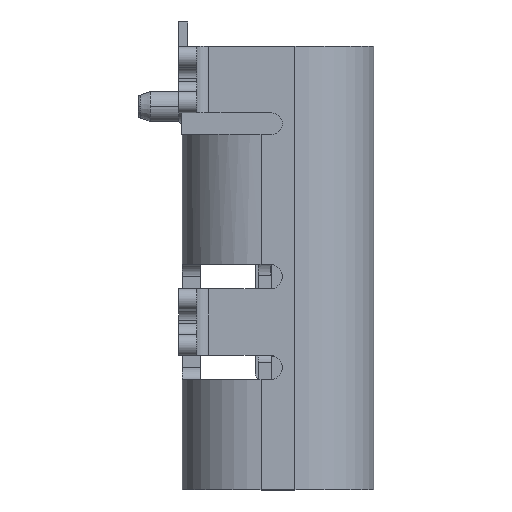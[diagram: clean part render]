
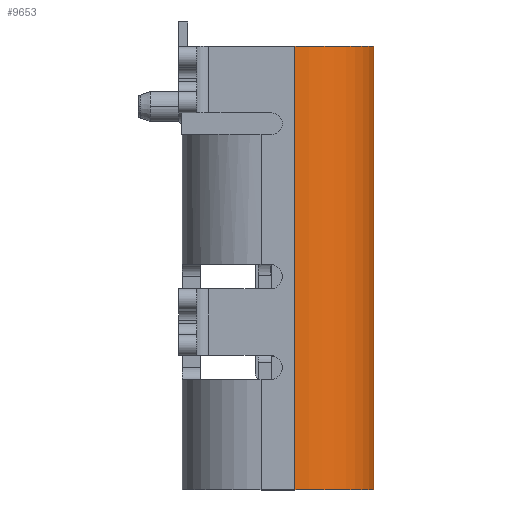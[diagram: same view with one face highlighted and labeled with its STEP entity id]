
A CAD part, front view. The second image highlights one B-rep face of the part: STEP entity #9653.
In plain terms, the highlighted cylindrical face has radius 1.3 mm (diameter 2.6 mm), a partial arc.
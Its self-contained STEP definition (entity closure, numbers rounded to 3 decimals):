
#936 = VECTOR ( 'NONE', #7415, 1000. ) ;
#1188 = EDGE_CURVE ( 'NONE', #19990, #14270, #20139, .T. ) ;
#2263 = ORIENTED_EDGE ( 'NONE', *, *, #11614, .T. ) ;
#2768 = AXIS2_PLACEMENT_3D ( 'NONE', #4120, #12122, #20133 ) ;
#3075 = CARTESIAN_POINT ( 'NONE',  ( 1.005, 12.623, 10.691 ) ) ;
#3784 = DIRECTION ( 'NONE',  ( 0., 1., 0. ) ) ;
#4120 = CARTESIAN_POINT ( 'NONE',  ( 1.005, 13.923, 10.691 ) ) ;
#4435 = DIRECTION ( 'NONE',  ( 0., 1., 0. ) ) ;
#5759 = DIRECTION ( 'NONE',  ( 0., 0., -1. ) ) ;
#7415 = DIRECTION ( 'NONE',  ( 0., 0., -1. ) ) ;
#9376 = LINE ( 'NONE', #17383, #936 ) ;
#9653 = ADVANCED_FACE ( 'NONE', ( #22606 ), #22088, .T. ) ;
#9775 = CIRCLE ( 'NONE', #21914, 1.3 ) ;
#9999 = VECTOR ( 'NONE', #19643, 1000. ) ;
#10923 = AXIS2_PLACEMENT_3D ( 'NONE', #21046, #10951, #4435 ) ;
#10951 = DIRECTION ( 'NONE',  ( 0., 0., -1. ) ) ;
#11040 = ORIENTED_EDGE ( 'NONE', *, *, #25124, .F. ) ;
#11614 = EDGE_CURVE ( 'NONE', #14270, #15392, #25544, .T. ) ;
#12122 = DIRECTION ( 'NONE',  ( 0., 0., -1. ) ) ;
#12699 = CARTESIAN_POINT ( 'NONE',  ( 2.305, 13.923, 10.691 ) ) ;
#14270 = VERTEX_POINT ( 'NONE', #3075 ) ;
#15392 = VERTEX_POINT ( 'NONE', #22255 ) ;
#16315 = VERTEX_POINT ( 'NONE', #16322 ) ;
#16322 = CARTESIAN_POINT ( 'NONE',  ( 2.305, 13.923, 3.371 ) ) ;
#17383 = CARTESIAN_POINT ( 'NONE',  ( 2.305, 13.923, 10.991 ) ) ;
#17400 = EDGE_LOOP ( 'NONE', ( #19052, #21554, #2263, #11040 ) ) ;
#17795 = CARTESIAN_POINT ( 'NONE',  ( 1.005, 12.623, 10.691 ) ) ;
#19052 = ORIENTED_EDGE ( 'NONE', *, *, #24321, .F. ) ;
#19643 = DIRECTION ( 'NONE',  ( 0., 0., -1. ) ) ;
#19990 = VERTEX_POINT ( 'NONE', #12699 ) ;
#20133 = DIRECTION ( 'NONE',  ( 0., 1., 0. ) ) ;
#20139 = CIRCLE ( 'NONE', #10923, 1.3 ) ;
#21046 = CARTESIAN_POINT ( 'NONE',  ( 1.005, 13.923, 10.691 ) ) ;
#21554 = ORIENTED_EDGE ( 'NONE', *, *, #1188, .T. ) ;
#21914 = AXIS2_PLACEMENT_3D ( 'NONE', #23214, #5759, #3784 ) ;
#22088 = CYLINDRICAL_SURFACE ( 'NONE', #2768, 1.3 ) ;
#22255 = CARTESIAN_POINT ( 'NONE',  ( 1.005, 12.623, 3.371 ) ) ;
#22606 = FACE_OUTER_BOUND ( 'NONE', #17400, .T. ) ;
#23214 = CARTESIAN_POINT ( 'NONE',  ( 1.005, 13.923, 3.371 ) ) ;
#24321 = EDGE_CURVE ( 'NONE', #19990, #16315, #9376, .T. ) ;
#25124 = EDGE_CURVE ( 'NONE', #16315, #15392, #9775, .T. ) ;
#25544 = LINE ( 'NONE', #17795, #9999 ) ;
